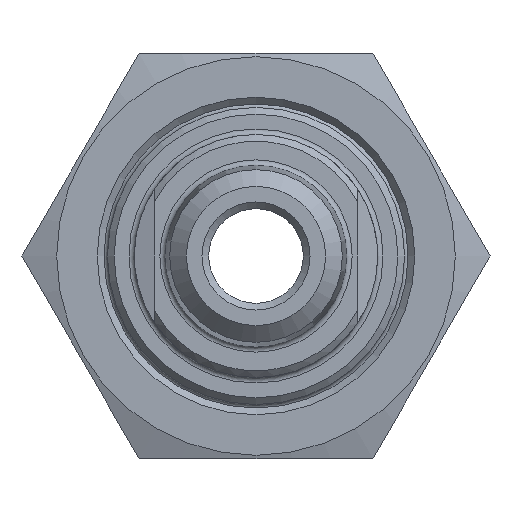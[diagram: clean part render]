
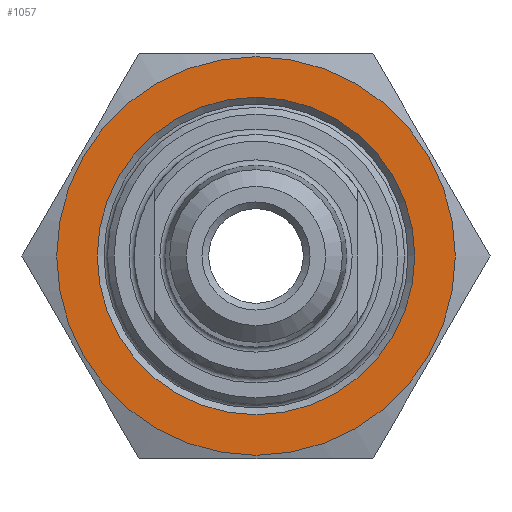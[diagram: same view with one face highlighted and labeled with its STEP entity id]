
A CAD part, left-side view. The second image highlights one B-rep face of the part: STEP entity #1057.
In plain terms, the highlighted planar face has unit normal (-1, 0, 0).
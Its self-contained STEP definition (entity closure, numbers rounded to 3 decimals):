
#69=FACE_BOUND('',#200,.T.);
#86=PLANE('',#1207);
#130=FACE_OUTER_BOUND('',#199,.T.);
#199=EDGE_LOOP('',(#763));
#200=EDGE_LOOP('',(#764));
#373=CIRCLE('',#1197,14.75);
#374=CIRCLE('',#1202,11.75);
#469=VERTEX_POINT('',#1791);
#470=VERTEX_POINT('',#1802);
#576=EDGE_CURVE('',#469,#469,#373,.T.);
#581=EDGE_CURVE('',#470,#470,#374,.T.);
#763=ORIENTED_EDGE('',*,*,#576,.T.);
#764=ORIENTED_EDGE('',*,*,#581,.F.);
#1057=ADVANCED_FACE('',(#130,#69),#86,.F.);
#1197=AXIS2_PLACEMENT_3D('',#1793,#1376,#1377);
#1202=AXIS2_PLACEMENT_3D('',#1803,#1390,#1391);
#1207=AXIS2_PLACEMENT_3D('',#1813,#1402,#1403);
#1376=DIRECTION('center_axis',(-1.,0.,0.));
#1377=DIRECTION('ref_axis',(0.,1.,0.));
#1390=DIRECTION('center_axis',(-1.,0.,0.));
#1391=DIRECTION('ref_axis',(0.,-1.,0.));
#1402=DIRECTION('center_axis',(1.,0.,0.));
#1403=DIRECTION('ref_axis',(0.,0.,-1.));
#1791=CARTESIAN_POINT('',(-15.,-14.75,0.));
#1793=CARTESIAN_POINT('Origin',(-15.,0.,0.));
#1802=CARTESIAN_POINT('',(-15.,11.75,0.));
#1803=CARTESIAN_POINT('Origin',(-15.,0.,0.));
#1813=CARTESIAN_POINT('Origin',(-15.,0.,0.));
